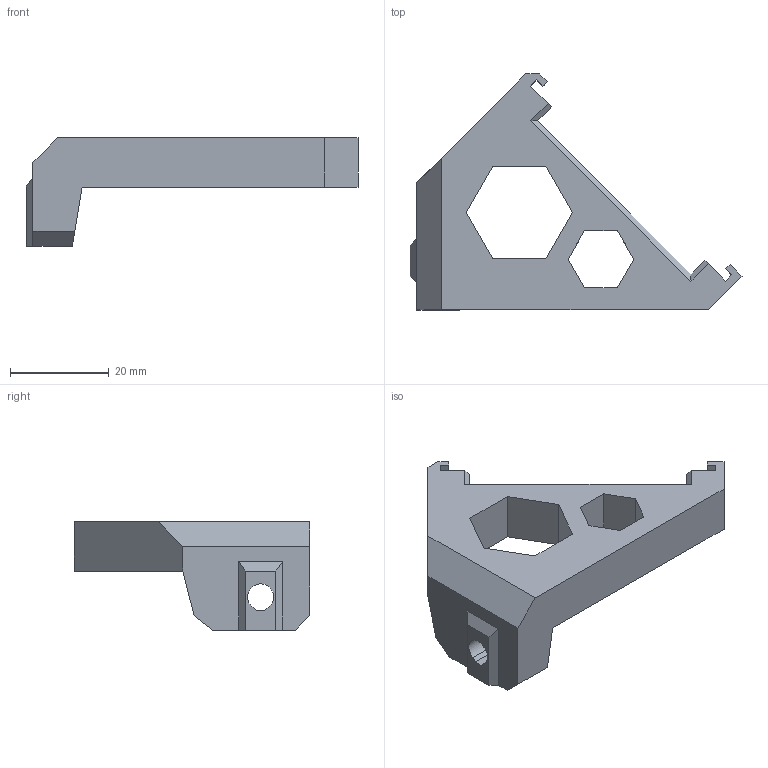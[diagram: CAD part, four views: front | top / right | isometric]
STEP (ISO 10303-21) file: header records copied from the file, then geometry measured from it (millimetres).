
FILE_DESCRIPTION(/* description */ (''),/* implementation_level */ '2;1');
FILE_NAME(/* name */ 'lcd_support_b.step',/* time_stamp */ '2017-11-12T17:25:15+01:00',/* author */ (''),/* organization */ (''),/* preprocessor_version */ 'ST-DEVELOPER v16.13',/* originating_system */ 'Autodesk Translation Framework v6.5.0.72',/* authorisation */ '');
FILE_SCHEMA (('AUTOMOTIVE_DESIGN { 1 0 10303 214 3 1 1 }'));
Length unit declared in the file: millimetre
Products named in the file (1): lcd_support_b
Bounding box: 67.4 x 47.88 x 22 mm (x, y, z)
Volume: 13795.8 mm3; surface area: 7059.1 mm2
Topology: 1 solids, 3 shells, 67 faces, 178 edges, 116 vertices
Faces by surface type: plane 63, cylinder 4
Full cylindrical faces by diameter (mm): 10.3 x1, 10.502 x1
Entity records: 2089 total; most frequent: CARTESIAN_POINT 362, ORIENTED_EDGE 356, DIRECTION 323, EDGE_CURVE 178, LINE 169, VECTOR 169, VERTEX_POINT 116, AXIS2_PLACEMENT_3D 77
